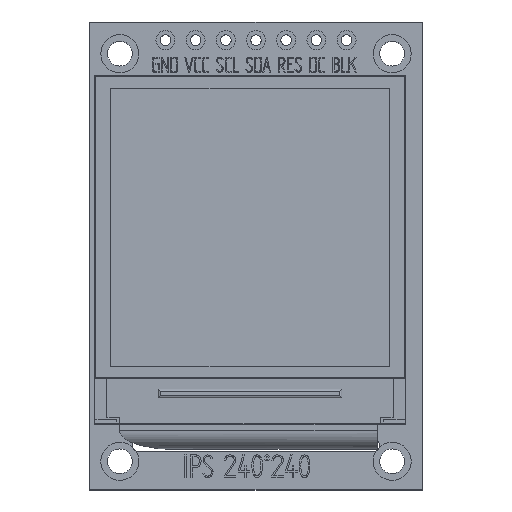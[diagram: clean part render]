
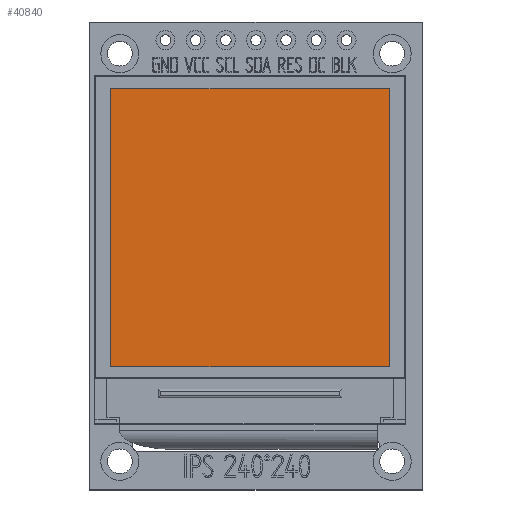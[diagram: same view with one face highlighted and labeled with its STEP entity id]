
A CAD part, top view. The second image highlights one B-rep face of the part: STEP entity #40840.
In plain terms, the highlighted planar face has unit normal (0, 0, 1).
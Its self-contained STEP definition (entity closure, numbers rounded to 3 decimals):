
#9704=ORIENTED_EDGE('',*,*,#14836,.F.);
#9705=ORIENTED_EDGE('',*,*,#14842,.F.);
#9706=ORIENTED_EDGE('',*,*,#14840,.F.);
#9707=ORIENTED_EDGE('',*,*,#14838,.F.);
#14836=EDGE_CURVE('',#17968,#17969,#19960,.T.);
#14838=EDGE_CURVE('',#17969,#17970,#19962,.T.);
#14840=EDGE_CURVE('',#17970,#17971,#19964,.T.);
#14842=EDGE_CURVE('',#17971,#17968,#19966,.T.);
#17968=VERTEX_POINT('',#67421);
#17969=VERTEX_POINT('',#67423);
#17970=VERTEX_POINT('',#67427);
#17971=VERTEX_POINT('',#67431);
#19960=LINE('',#67422,#21885);
#19962=LINE('',#67426,#21887);
#19964=LINE('',#67430,#21889);
#19966=LINE('',#67434,#21891);
#21885=VECTOR('',#47334,1000.);
#21887=VECTOR('',#47338,1000.);
#21889=VECTOR('',#47342,1000.);
#21891=VECTOR('',#47346,1000.);
#23907=EDGE_LOOP('',(#9704,#9705,#9706,#9707));
#25907=FACE_BOUND('',#23907,.T.);
#27341=PLANE('',#42657);
#40840=ADVANCED_FACE('',(#25907),#27341,.F.);
#42657=AXIS2_PLACEMENT_3D('',#67435,#47347,#47348);
#47334=DIRECTION('',(0.,1.,0.));
#47338=DIRECTION('',(1.,0.,0.));
#47342=DIRECTION('',(0.,-1.,0.));
#47346=DIRECTION('',(-1.,0.,0.));
#47347=DIRECTION('',(0.,0.,-1.));
#47348=DIRECTION('',(-1.,0.,0.));
#67421=CARTESIAN_POINT('',(-11.7,-9.861,1.435));
#67422=CARTESIAN_POINT('',(-11.7,-9.861,1.435));
#67423=CARTESIAN_POINT('',(-11.7,13.539,1.435));
#67426=CARTESIAN_POINT('',(-11.7,13.539,1.435));
#67427=CARTESIAN_POINT('',(11.7,13.539,1.435));
#67430=CARTESIAN_POINT('',(11.7,13.539,1.435));
#67431=CARTESIAN_POINT('',(11.7,-9.861,1.435));
#67434=CARTESIAN_POINT('',(11.7,-9.861,1.435));
#67435=CARTESIAN_POINT('',(0.,0.,1.435));
